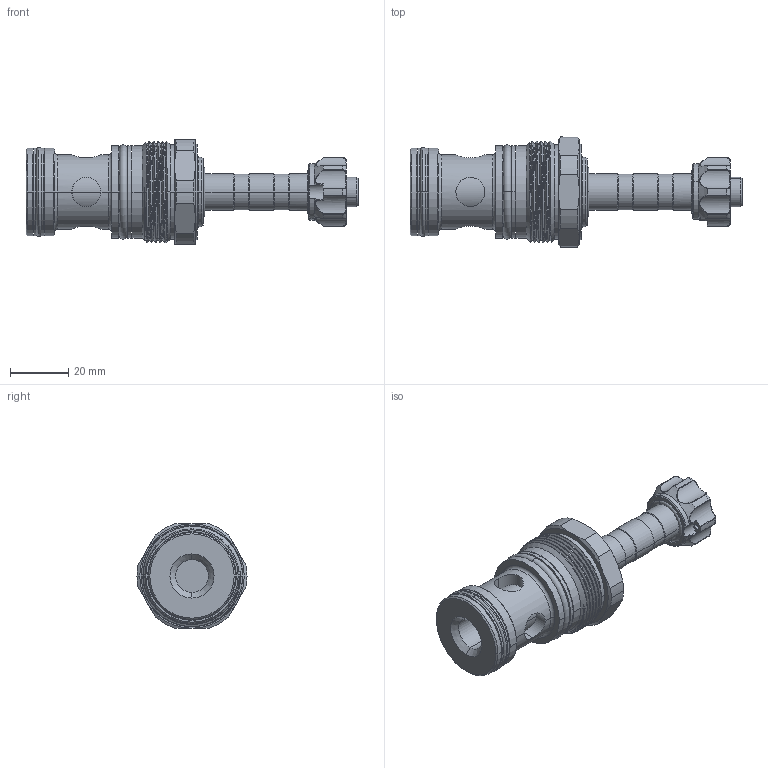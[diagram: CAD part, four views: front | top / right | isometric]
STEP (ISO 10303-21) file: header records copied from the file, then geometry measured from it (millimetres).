
FILE_DESCRIPTION (( 'STEP AP203' ), '1' );
FILE_NAME ('EP35MV2A01M05.STEP', '2020-03-30T06:55:31', ( '' ), ( '' ), 'SwSTEP 2.0', 'SolidWorks 2018', '' );
FILE_SCHEMA (( 'CONFIG_CONTROL_DESIGN' ));
Length unit declared in the file: millimetre
Products named in the file (1): EP35MV2A01M05
Bounding box: 114.35 x 37.9 x 36 mm (x, y, z)
Volume: 50750.2 mm3; surface area: 16252.1 mm2
Topology: 4 solids, 4 shells, 303 faces, 708 edges, 430 vertices
Faces by surface type: cylinder 135, cone 51, torus 45, bspline 38, plane 34
Entity records: 14728 total; most frequent: CARTESIAN_POINT 8009, ORIENTED_EDGE 1412, DIRECTION 1387, EDGE_CURVE 706, AXIS2_PLACEMENT_3D 603, VERTEX_POINT 430, CIRCLE 337, EDGE_LOOP 330
